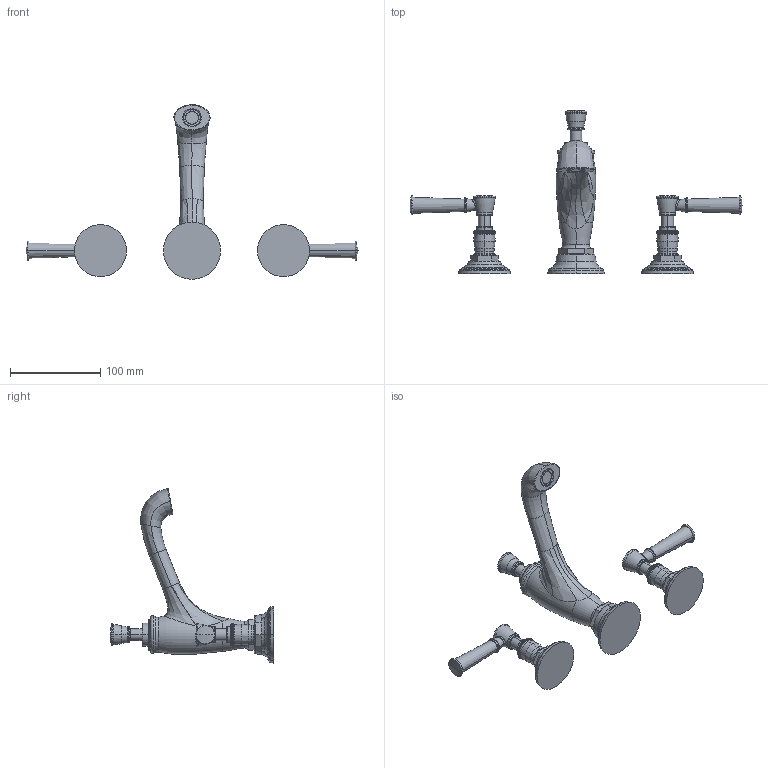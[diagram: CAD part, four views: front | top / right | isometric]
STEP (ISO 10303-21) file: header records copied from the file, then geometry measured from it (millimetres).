
FILE_DESCRIPTION((''),'2;1');
FILE_NAME('ASM0002_ASM','2020-11-27T14:43:23',('jinson.thomas'),(''),'CREO PARAMETRIC BY PTC INC, 2018400','CREO PARAMETRIC BY PTC INC, 2018400','');
FILE_SCHEMA(('CONFIG_CONTROL_DESIGN'));
Length unit declared in the file: inch
Products named in the file (3): 12370_1_1_1_1; 40553_1_1_1_1; ASM0002_ASM
Assembly tree (3 placements, depth 2):
  ASM0002_ASM
    12370_1_1_1_1
    40553_1_1_1_1  x2
Bounding box: 368.6 x 181.45 x 193.77 mm (x, y, z)
Volume: 407413.5 mm3; surface area: 71170.1 mm2
Topology: 3 solids, 5 shells, 1051 faces, 2851 edges, 1910 vertices
Faces by surface type: plane 630, revolution 222, torus 86, bspline 55, cylinder 40, cone 12, sphere 6
Entity records: 28344 total; most frequent: CARTESIAN_POINT 12708, ORIENTED_EDGE 3670, DIRECTION 2402, EDGE_CURVE 1835, VERTEX_POINT 1253, B_SPLINE_CURVE_WITH_KNOTS 1142, AXIS2_PLACEMENT_3D 935, EDGE_LOOP 800
